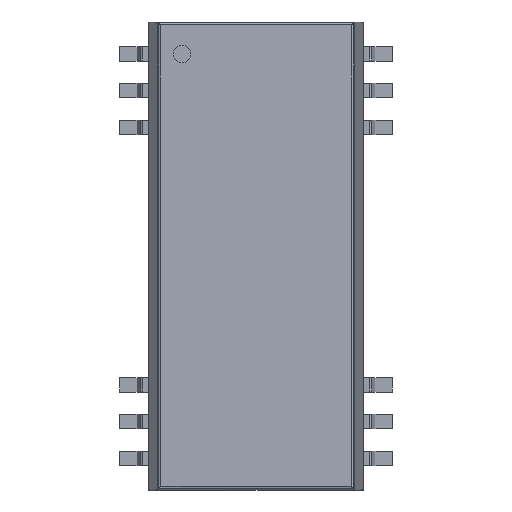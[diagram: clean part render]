
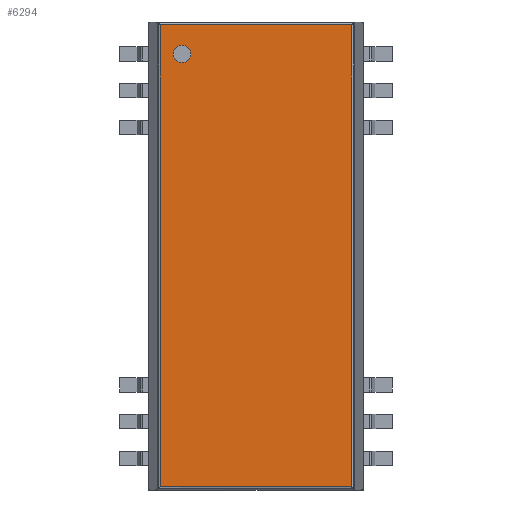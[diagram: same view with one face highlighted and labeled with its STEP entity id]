
A CAD part, top view. The second image highlights one B-rep face of the part: STEP entity #6294.
In plain terms, the highlighted planar face has unit normal (0, 0, 1).
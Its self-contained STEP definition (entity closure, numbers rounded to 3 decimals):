
#5765=CARTESIAN_POINT('',(-6.605,-15.95,10.45));
#5766=VERTEX_POINT('',#5765);
#5774=CARTESIAN_POINT('',(-6.605,15.95,10.45));
#5775=VERTEX_POINT('',#5774);
#5776=CARTESIAN_POINT('',(-6.605,-15.95,10.45));
#5777=DIRECTION('',(0.0,1.0,0.0));
#5778=VECTOR('',#5777,31.9);
#5779=LINE('',#5776,#5778);
#5780=EDGE_CURVE('',#5766,#5775,#5779,.T.);
#5959=CARTESIAN_POINT('',(-5.105,13.35,10.45));
#5960=VERTEX_POINT('',#5959);
#5976=CARTESIAN_POINT('',(-5.105,14.55,10.45));
#5977=VERTEX_POINT('',#5976);
#5984=CARTESIAN_POINT('',(-5.105,13.95,10.45));
#5985=DIRECTION('',(0.0,0.0,-1.0));
#5986=DIRECTION('',(0.0,-1.0,0.0));
#5987=AXIS2_PLACEMENT_3D('',#5984,#5985,#5986);
#5988=CIRCLE('',#5987,0.6);
#5989=EDGE_CURVE('',#5960,#5977,#5988,.T.);
#6140=CARTESIAN_POINT('',(-5.105,13.95,10.45));
#6141=DIRECTION('',(0.0,0.0,-1.0));
#6142=DIRECTION('',(0.0,-1.0,0.0));
#6143=AXIS2_PLACEMENT_3D('',#6140,#6141,#6142);
#6144=CIRCLE('',#6143,0.6);
#6145=EDGE_CURVE('',#5977,#5960,#6144,.T.);
#6175=CARTESIAN_POINT('',(6.605,-15.95,10.45));
#6176=VERTEX_POINT('',#6175);
#6184=CARTESIAN_POINT('',(6.605,-15.95,10.45));
#6185=DIRECTION('',(-1.0,0.0,0.0));
#6186=VECTOR('',#6185,13.21);
#6187=LINE('',#6184,#6186);
#6188=EDGE_CURVE('',#6176,#5766,#6187,.T.);
#6207=CARTESIAN_POINT('',(6.605,15.95,10.45));
#6208=VERTEX_POINT('',#6207);
#6216=CARTESIAN_POINT('',(6.605,15.95,10.45));
#6217=DIRECTION('',(0.0,-1.0,0.0));
#6218=VECTOR('',#6217,31.9);
#6219=LINE('',#6216,#6218);
#6220=EDGE_CURVE('',#6208,#6176,#6219,.T.);
#6254=CARTESIAN_POINT('',(-6.605,15.95,10.45));
#6255=DIRECTION('',(1.0,0.0,0.0));
#6256=VECTOR('',#6255,13.21);
#6257=LINE('',#6254,#6256);
#6258=EDGE_CURVE('',#5775,#6208,#6257,.T.);
#6279=CARTESIAN_POINT('',(6.792,-16.15,10.45));
#6280=DIRECTION('',(0.0,0.0,1.0));
#6281=DIRECTION('',(0.0,-1.0,0.0));
#6282=AXIS2_PLACEMENT_3D('',#6279,#6280,#6281);
#6283=PLANE('',#6282);
#6284=ORIENTED_EDGE('',*,*,#6188,.F.);
#6285=ORIENTED_EDGE('',*,*,#6220,.F.);
#6286=ORIENTED_EDGE('',*,*,#6258,.F.);
#6287=ORIENTED_EDGE('',*,*,#5780,.F.);
#6288=EDGE_LOOP('',(#6284,#6285,#6286,#6287));
#6289=FACE_OUTER_BOUND('',#6288,.T.);
#6290=ORIENTED_EDGE('',*,*,#5989,.T.);
#6291=ORIENTED_EDGE('',*,*,#6145,.T.);
#6292=EDGE_LOOP('',(#6290,#6291));
#6293=FACE_BOUND('',#6292,.T.);
#6294=ADVANCED_FACE('',(#6289,#6293),#6283,.T.);
